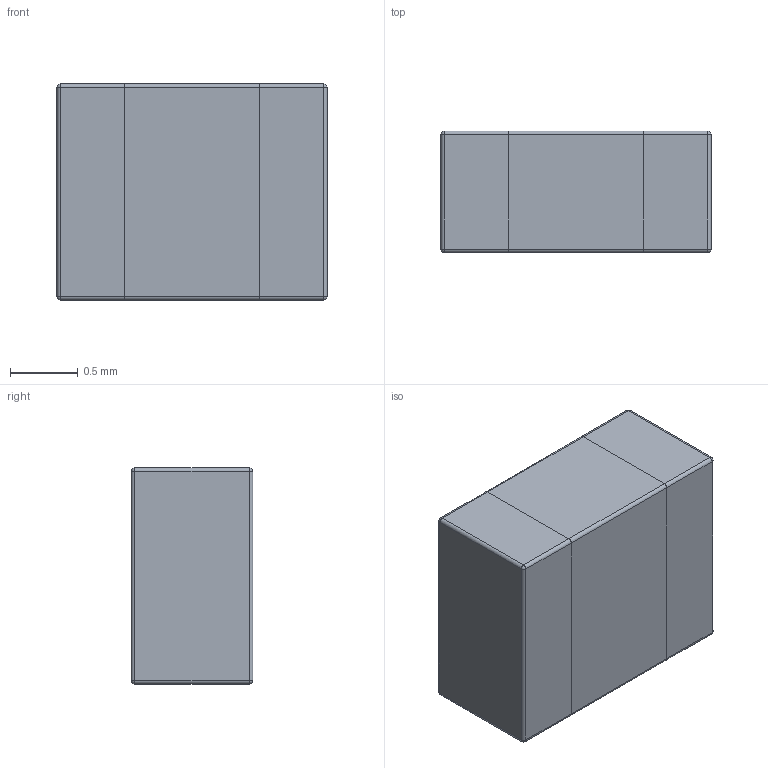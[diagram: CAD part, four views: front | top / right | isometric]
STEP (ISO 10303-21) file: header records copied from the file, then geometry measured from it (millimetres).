
FILE_DESCRIPTION (( 'STEP AP214' ), '1' );
FILE_NAME ('ASMPH-0806.STEP', '2013-10-11T11:28:40', ( '' ), ( '' ), 'SwSTEP 2.0', 'SolidWorks 2012', '' );
FILE_SCHEMA (( 'AUTOMOTIVE_DESIGN' ));
Length unit declared in the file: millimetre
Products named in the file (1): ASMPH-0806
Bounding box: 2 x 0.9 x 1.6 mm (x, y, z)
Volume: 2.9 mm3; surface area: 12.7 mm2
Topology: 1 solids, 1 shells, 177 faces, 442 edges, 276 vertices
Faces by surface type: plane 84, bspline 65, cylinder 20, sphere 8
Entity records: 9102 total; most frequent: CARTESIAN_POINT 5177, ORIENTED_EDGE 868, DIRECTION 562, EDGE_CURVE 434, VERTEX_POINT 276, LINE 272, VECTOR 272, EDGE_LOOP 194
